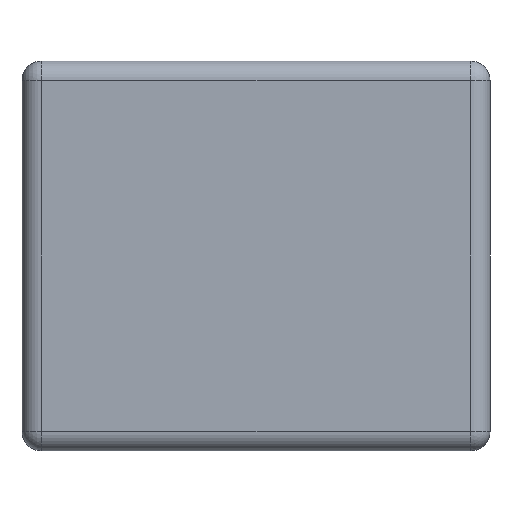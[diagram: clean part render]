
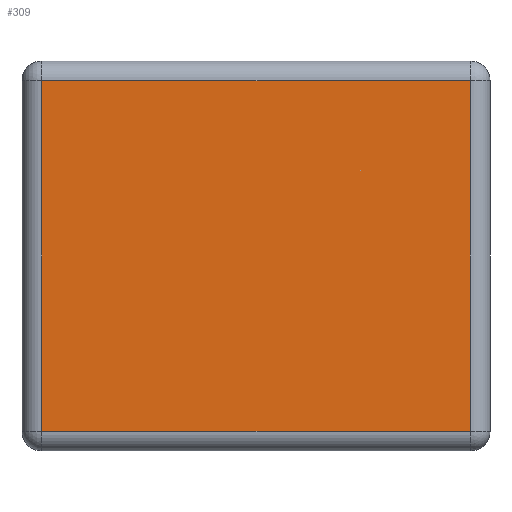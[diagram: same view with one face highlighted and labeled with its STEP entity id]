
A CAD part, left-side view. The second image highlights one B-rep face of the part: STEP entity #309.
In plain terms, the highlighted planar face has unit normal (-1, 0, 0).
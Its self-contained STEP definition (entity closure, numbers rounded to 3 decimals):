
#3 = EDGE_CURVE ( 'NONE', #1272, #310, #1223, .T. ) ;
#35 = CARTESIAN_POINT ( 'NONE',  ( -0.5, 0.575, -0.225 ) ) ;
#59 = DIRECTION ( 'NONE',  ( 0., 0., 1. ) ) ;
#228 = VECTOR ( 'NONE', #689, 1000. ) ;
#309 = ADVANCED_FACE ( 'NONE', ( #846 ), #1069, .F. ) ;
#310 = VERTEX_POINT ( 'NONE', #487 ) ;
#313 = EDGE_CURVE ( 'NONE', #786, #1272, #1241, .T. ) ;
#319 = DIRECTION ( 'NONE',  ( 0., 1., 0. ) ) ;
#343 = ORIENTED_EDGE ( 'NONE', *, *, #3, .T. ) ;
#367 = EDGE_LOOP ( 'NONE', ( #486, #343, #1030, #747 ) ) ;
#480 = CARTESIAN_POINT ( 'NONE',  ( -0.5, 0.025, -0.25 ) ) ;
#486 = ORIENTED_EDGE ( 'NONE', *, *, #313, .T. ) ;
#487 = CARTESIAN_POINT ( 'NONE',  ( -0.5, 0.025, -0.225 ) ) ;
#489 = DIRECTION ( 'NONE',  ( 1., 0., 0. ) ) ;
#575 = VECTOR ( 'NONE', #59, 1000. ) ;
#621 = DIRECTION ( 'NONE',  ( 0., -1., 0. ) ) ;
#674 = AXIS2_PLACEMENT_3D ( 'NONE', #790, #489, #679 ) ;
#679 = DIRECTION ( 'NONE',  ( 0., 0., -1. ) ) ;
#689 = DIRECTION ( 'NONE',  ( 0., 0., -1. ) ) ;
#692 = EDGE_CURVE ( 'NONE', #310, #1108, #861, .T. ) ;
#747 = ORIENTED_EDGE ( 'NONE', *, *, #1194, .T. ) ;
#786 = VERTEX_POINT ( 'NONE', #1148 ) ;
#790 = CARTESIAN_POINT ( 'NONE',  ( -0.5, 0.6, -0.25 ) ) ;
#792 = LINE ( 'NONE', #817, #1112 ) ;
#817 = CARTESIAN_POINT ( 'NONE',  ( -0.5, 0.6, 0.225 ) ) ;
#846 = FACE_OUTER_BOUND ( 'NONE', #367, .T. ) ;
#861 = LINE ( 'NONE', #480, #575 ) ;
#888 = VECTOR ( 'NONE', #621, 1000. ) ;
#939 = CARTESIAN_POINT ( 'NONE',  ( -0.5, 0.025, 0.225 ) ) ;
#975 = CARTESIAN_POINT ( 'NONE',  ( -0.5, 0.575, -0.25 ) ) ;
#1030 = ORIENTED_EDGE ( 'NONE', *, *, #692, .T. ) ;
#1069 = PLANE ( 'NONE',  #674 ) ;
#1108 = VERTEX_POINT ( 'NONE', #939 ) ;
#1112 = VECTOR ( 'NONE', #319, 1000. ) ;
#1148 = CARTESIAN_POINT ( 'NONE',  ( -0.5, 0.575, 0.225 ) ) ;
#1185 = CARTESIAN_POINT ( 'NONE',  ( -0.5, 0.6, -0.225 ) ) ;
#1194 = EDGE_CURVE ( 'NONE', #1108, #786, #792, .T. ) ;
#1223 = LINE ( 'NONE', #1185, #888 ) ;
#1241 = LINE ( 'NONE', #975, #228 ) ;
#1272 = VERTEX_POINT ( 'NONE', #35 ) ;
